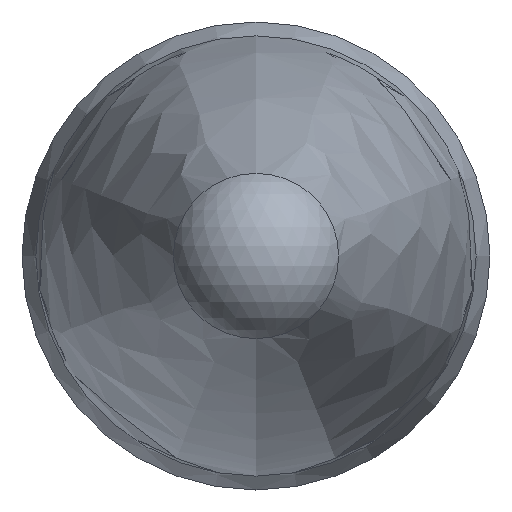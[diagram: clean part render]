
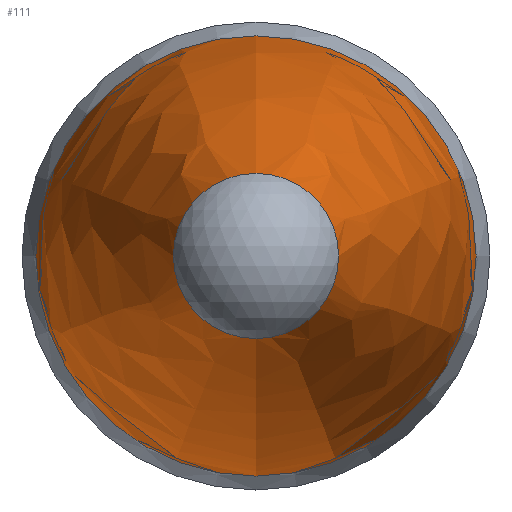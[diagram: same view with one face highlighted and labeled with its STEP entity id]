
A CAD part, front view. The second image highlights one B-rep face of the part: STEP entity #111.
In plain terms, the highlighted free-form (B-spline) face has degree [2, 2] with [3, 9] control points.
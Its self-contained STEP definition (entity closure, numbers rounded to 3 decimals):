
#17=(
BOUNDED_SURFACE()
B_SPLINE_SURFACE(2,2,((#207,#208,#209,#210,#211,#212,#213,#214,#215),(#216,
#217,#218,#219,#220,#221,#222,#223,#224),(#225,#226,#227,#228,#229,#230,
#231,#232,#233)),.UNSPECIFIED.,.F.,.T.,.F.)
B_SPLINE_SURFACE_WITH_KNOTS((3,3),(3,2,2,2,3),(0.008,0.345),
(-3.142,-1.571,0.,1.571,3.142),
 .UNSPECIFIED.)
GEOMETRIC_REPRESENTATION_ITEM()
RATIONAL_B_SPLINE_SURFACE(((1.,0.707,1.,0.707,1.,
0.707,1.,0.707,1.),(0.986,0.697,
0.986,0.697,0.986,0.697,
0.986,0.697,0.986),(1.,0.707,
1.,0.707,1.,0.707,1.,0.707,1.)))
REPRESENTATION_ITEM('')
SURFACE()
);
#25=FACE_OUTER_BOUND('',#33,.T.);
#33=EDGE_LOOP('',(#95,#96,#97,#98));
#50=CIRCLE('',#138,1.881);
#52=CIRCLE('',#140,0.706);
#53=CIRCLE('',#141,20.);
#60=VERTEX_POINT('',#204);
#61=VERTEX_POINT('',#234);
#71=EDGE_CURVE('',#60,#60,#50,.T.);
#73=EDGE_CURVE('',#61,#61,#52,.T.);
#74=EDGE_CURVE('',#61,#60,#53,.T.);
#95=ORIENTED_EDGE('',*,*,#73,.F.);
#96=ORIENTED_EDGE('',*,*,#74,.T.);
#97=ORIENTED_EDGE('',*,*,#71,.T.);
#98=ORIENTED_EDGE('',*,*,#74,.F.);
#111=ADVANCED_FACE('',(#25),#17,.F.);
#138=AXIS2_PLACEMENT_3D('',#205,#169,#170);
#140=AXIS2_PLACEMENT_3D('',#235,#173,#174);
#141=AXIS2_PLACEMENT_3D('',#236,#175,#176);
#169=DIRECTION('center_axis',(0.,-1.,0.));
#170=DIRECTION('ref_axis',(1.,0.,0.));
#173=DIRECTION('center_axis',(0.,-1.,0.));
#174=DIRECTION('ref_axis',(1.,0.,0.));
#175=DIRECTION('center_axis',(-1.,0.,0.));
#176=DIRECTION('ref_axis',(0.,0.,1.));
#204=CARTESIAN_POINT('',(0.,7.094,1.881));
#205=CARTESIAN_POINT('Origin',(0.,7.094,0.));
#207=CARTESIAN_POINT('Ctrl Pts',(0.,7.094,
1.881));
#208=CARTESIAN_POINT('Ctrl Pts',(-1.881,7.094,1.881));
#209=CARTESIAN_POINT('Ctrl Pts',(-1.881,7.094,0.));
#210=CARTESIAN_POINT('Ctrl Pts',(-1.881,7.094,-1.881));
#211=CARTESIAN_POINT('Ctrl Pts',(0.,7.094,
-1.881));
#212=CARTESIAN_POINT('Ctrl Pts',(1.881,7.094,-1.881));
#213=CARTESIAN_POINT('Ctrl Pts',(1.881,7.094,0.));
#214=CARTESIAN_POINT('Ctrl Pts',(1.881,7.094,1.881));
#215=CARTESIAN_POINT('Ctrl Pts',(0.,7.094,
1.881));
#216=CARTESIAN_POINT('Ctrl Pts',(0.,3.695,
1.854));
#217=CARTESIAN_POINT('Ctrl Pts',(-1.854,3.695,1.854));
#218=CARTESIAN_POINT('Ctrl Pts',(-1.854,3.695,0.));
#219=CARTESIAN_POINT('Ctrl Pts',(-1.854,3.695,-1.854));
#220=CARTESIAN_POINT('Ctrl Pts',(0.,3.695,
-1.854));
#221=CARTESIAN_POINT('Ctrl Pts',(1.854,3.695,-1.854));
#222=CARTESIAN_POINT('Ctrl Pts',(1.854,3.695,0.));
#223=CARTESIAN_POINT('Ctrl Pts',(1.854,3.695,1.854));
#224=CARTESIAN_POINT('Ctrl Pts',(0.,3.695,
1.854));
#225=CARTESIAN_POINT('Ctrl Pts',(0.,0.497,
0.706));
#226=CARTESIAN_POINT('Ctrl Pts',(-0.706,0.497,0.706));
#227=CARTESIAN_POINT('Ctrl Pts',(-0.706,0.497,0.));
#228=CARTESIAN_POINT('Ctrl Pts',(-0.706,0.497,-0.706));
#229=CARTESIAN_POINT('Ctrl Pts',(0.,0.497,
-0.706));
#230=CARTESIAN_POINT('Ctrl Pts',(0.706,0.497,-0.706));
#231=CARTESIAN_POINT('Ctrl Pts',(0.706,0.497,0.));
#232=CARTESIAN_POINT('Ctrl Pts',(0.706,0.497,0.706));
#233=CARTESIAN_POINT('Ctrl Pts',(0.,0.497,
0.706));
#234=CARTESIAN_POINT('',(0.,0.497,0.706));
#235=CARTESIAN_POINT('Origin',(0.,0.497,0.));
#236=CARTESIAN_POINT('Origin',(0.,7.253,-18.118));
